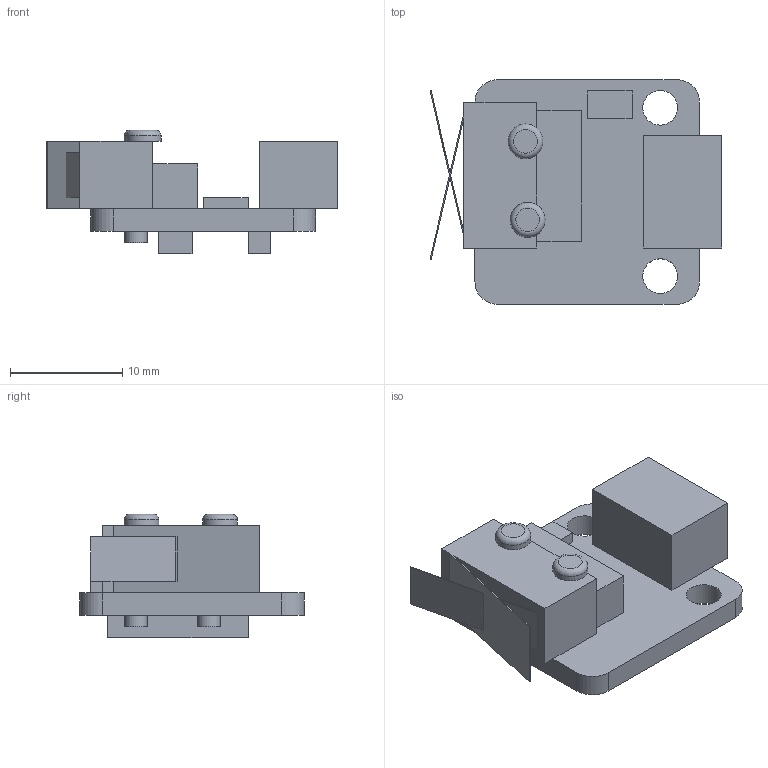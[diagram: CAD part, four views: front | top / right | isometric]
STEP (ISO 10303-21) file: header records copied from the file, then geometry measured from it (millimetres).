
FILE_DESCRIPTION(/* description */ (''),/* implementation_level */ '2;1');
FILE_NAME(/* name */ 'Limit_switch_v1.step',/* time_stamp */ '2025-04-08T13:45:12-04:00',/* author */ (''),/* organization */ (''),/* preprocessor_version */ 'ST-DEVELOPER v20.1',/* originating_system */ 'Autodesk Translation Framework v14.4.0.0',/* authorisation */ '');
FILE_SCHEMA (('AUTOMOTIVE_DESIGN { 1 0 10303 214 3 1 1 }'));
Length unit declared in the file: millimetre
Products named in the file (1): Limit_switch
Bounding box: 26 x 20 x 11 mm (x, y, z)
Volume: 1772.7 mm3; surface area: 2061.1 mm2
Topology: 1 solids, 1 shells, 73 faces, 183 edges, 119 vertices
Faces by surface type: plane 61, cylinder 10, torus 2
Full cylindrical faces by diameter (mm): 2 x2, 3.1 x4
Entity records: 2280 total; most frequent: CARTESIAN_POINT 376, ORIENTED_EDGE 366, DIRECTION 361, EDGE_CURVE 183, LINE 153, VECTOR 153, VERTEX_POINT 119, AXIS2_PLACEMENT_3D 104
